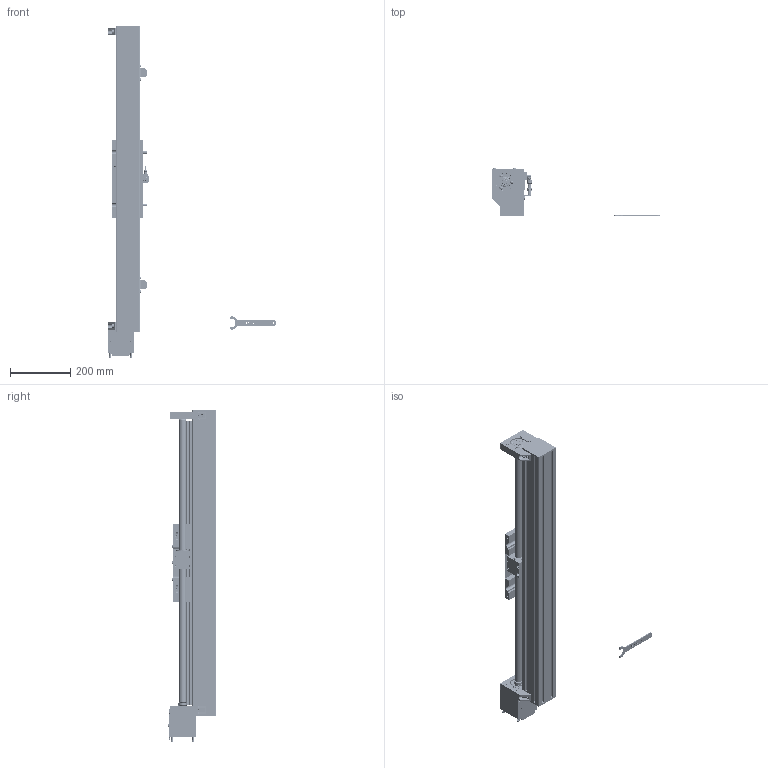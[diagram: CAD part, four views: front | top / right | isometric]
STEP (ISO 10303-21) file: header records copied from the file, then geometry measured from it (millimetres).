
FILE_DESCRIPTION(/* description */ ('Alibre Inc.'),/* implementation_level */ '2;1');
FILE_NAME(/* name */ 'export-99F859E1-7289-419F-9619-C86E6D769F4D',/* time_stamp */ '2021-09-22T15:09:49+02:00',/* author */ (''),/* organization */ (''),/* preprocessor_version */ 'ST-DEVELOPER v17',/* originating_system */ 'Alibre',/* authorisation */ '');
FILE_SCHEMA (('AUTOMOTIVE_DESIGN'));
Length unit declared in the file: millimetre
Products named in the file (55): 2193 MayTec Plastic End Plates 80x80; ID_1; 567-2 Angular Contact Bearing 5203ZZ 17x40x17.5mm (Double Row); 567-4 Angular Contact Bearing 5203ZZ 17x40x17.5mm (Double Row); 567-6 Angular Contact Bearing 5203ZZ 17x40x17.5mm (Double Row); 567-5 Angular Contact Bearing 5203ZZ 17x40x17.5mm (Double Row); 567-3 Angular Contact Bearing 5203ZZ 17x40x17.5mm (Double Row); 567-1 Angular Contact Bearing 5203ZZ 17x40x17.5mm (Double Row); 567 Angular Contact Bearing 5203ZZ 17x40x17.5mm (Double Row); 734 HIWIN Carriage HGH Square Type HGH-25-CA-Z0-H; (4103) HAASE M12 Sensor Mount; DCNC LSM 80x80L SlidePlate dustcover; Spannblock 1 - Fussbefestigung - d=25 x 5-10; KG-MutterVariante 3  d=25x10mm  Art.-Nr. 2137000010; Spannmutter_TE1333-4 Spannmutter für d=25; Spannblock 1 mit KG-Mutter d=25x5_10  Art.-Nr. 213700 9001; 07160-08x50; 4261 Sensor Activator with countersunk holes; 1472 Spacer 17x28 L=12mm (DIN 705A); 1484 DamenCNC Angle Detection Bracket for M12 sensors; _IFS244_part1; _SW17-L4-M12x1; IFS244; _EVC004; 1032 V2 DCNC LSM 80x80L SlidePlate; 096336; HI_Slotted set screw DIN 913 M8x10 51240.080.010(High); 07160-06x50; 07160-05x16; 07160-06x20; _KVT GUK 17x1; 07160-06x25; HI_Countersunk screw ISO 10642 M4x10 51060.040.010(High); HGH25CAZ0H_FILE
Bounding box: 559 x 161.5 x 1099.5 mm (x, y, z)
Volume: 4091200.2 mm3; surface area: 2155069.8 mm2
Topology: 180 solids, 185 shells, 8667 faces, 22642 edges, 14633 vertices
Faces by surface type: plane 4009, cylinder 2050, bspline 1110, cone 877, torus 557, sphere 64
Full cylindrical faces by diameter (mm): 2.5 x12, 3 x12, 3.15 x1, 3.3 x12, 4 x17, 4.134 x20, 4.2 x2, 4.9 x1, 4.917 x20, 5 x17, 5.5 x6, 6.4 x4, 6.647 x2, 6.8 x4, 7 x16, 7.53 x8, 8 x2, 8.3 x1, 8.5 x4, 8.8 x16, 9 x3, 9.8 x1, 10.16 x1, 10.2 x1, 10.4 x1, 10.55 x1, 10.6 x1, 10.917 x3, 11 x36, 12 x2
Entity records: 183975 total; most frequent: CARTESIAN_POINT 55275, ORIENTED_EDGE 28892, DIRECTION 20568, EDGE_CURVE 14446, VERTEX_POINT 9567, VECTOR 8444, LINE 8444, AXIS2_PLACEMENT_3D 7473
